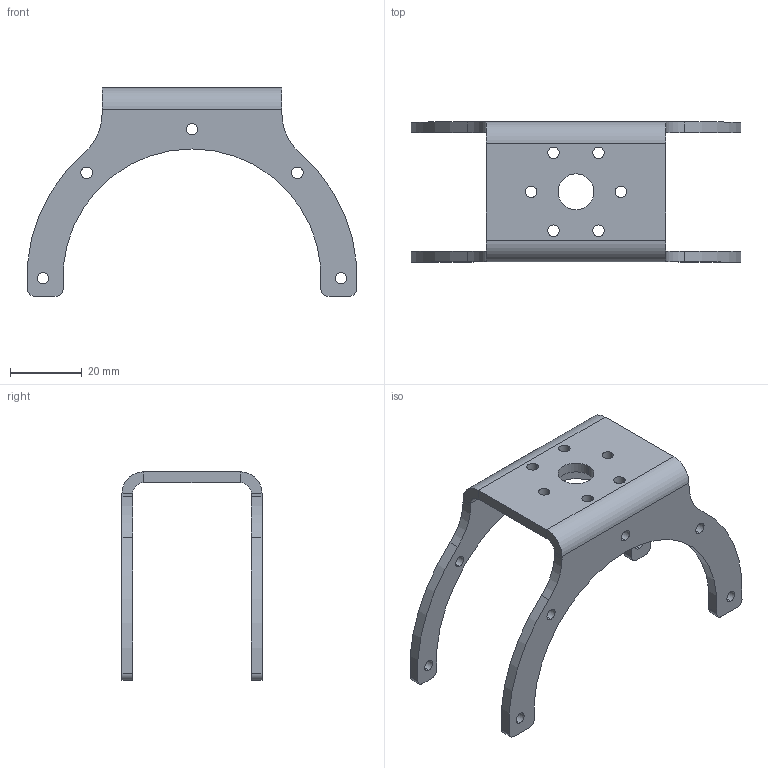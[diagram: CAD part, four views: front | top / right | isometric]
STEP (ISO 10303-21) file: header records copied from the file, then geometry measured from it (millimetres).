
FILE_DESCRIPTION (( 'STEP AP214' ), '1' );
FILE_NAME ('BLKS-SM014-tail_roll.STEP', '2025-06-17T10:50:10', ( '' ), ( '' ), 'SwSTEP 2.0', 'SolidWorks 2024', '' );
FILE_SCHEMA (( 'AUTOMOTIVE_DESIGN' ));
Length unit declared in the file: millimetre
Products named in the file (1): BLKS-SM014-tail_roll
Bounding box: 91.79 x 39 x 58 mm (x, y, z)
Volume: 14006.5 mm3; surface area: 11705.7 mm2
Topology: 1 solids, 1 shells, 77 faces, 209 edges, 134 vertices
Faces by surface type: cylinder 57, plane 20
Entity records: 2560 total; most frequent: DIRECTION 479, CARTESIAN_POINT 421, ORIENTED_EDGE 418, EDGE_CURVE 209, AXIS2_PLACEMENT_3D 192, VERTEX_POINT 134, CIRCLE 114, EDGE_LOOP 111
